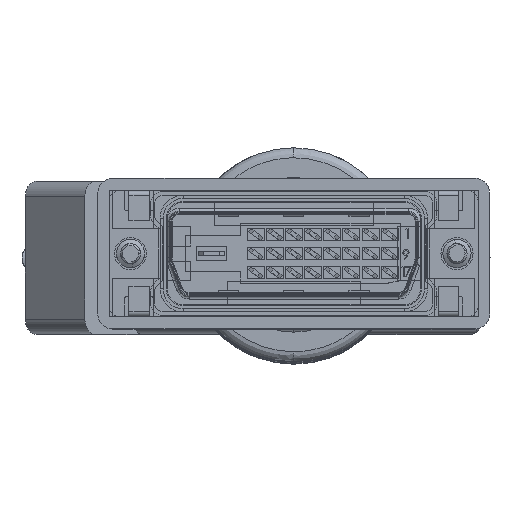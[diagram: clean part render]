
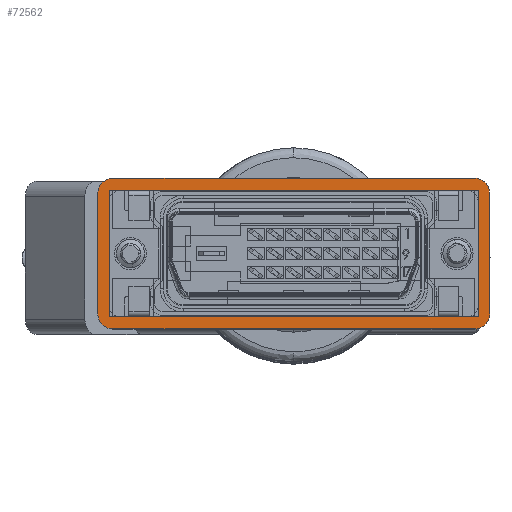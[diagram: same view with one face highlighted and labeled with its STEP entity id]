
A CAD part, top view. The second image highlights one B-rep face of the part: STEP entity #72562.
In plain terms, the highlighted face is planar.
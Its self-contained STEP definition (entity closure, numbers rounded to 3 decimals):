
#71751 = VERTEX_POINT ( 'NONE', #111624 ) ;
#71777 = EDGE_CURVE ( 'NONE', #71751, #71811, #111682, .T. ) ;
#71788 = VERTEX_POINT ( 'NONE', #111676 ) ;
#71801 = VERTEX_POINT ( 'NONE', #111700 ) ;
#71811 = VERTEX_POINT ( 'NONE', #111738 ) ;
#71856 = VERTEX_POINT ( 'NONE', #111768 ) ;
#71889 = EDGE_CURVE ( 'NONE', #71801, #71923, #111824, .T. ) ;
#71906 = EDGE_CURVE ( 'NONE', #71856, #71788, #111851, .T. ) ;
#71923 = VERTEX_POINT ( 'NONE', #111827 ) ;
#71999 = VERTEX_POINT ( 'NONE', #111865 ) ;
#72043 = VERTEX_POINT ( 'NONE', #111902 ) ;
#72077 = EDGE_CURVE ( 'NONE', #72086, #71999, #111967, .T. ) ;
#72086 = VERTEX_POINT ( 'NONE', #111951 ) ;
#72095 = EDGE_CURVE ( 'NONE', #72043, #72086, #112007, .T. ) ;
#72120 = EDGE_CURVE ( 'NONE', #71788, #72043, #112002, .T. ) ;
#72125 = EDGE_CURVE ( 'NONE', #72145, #72127, #111979, .T. ) ;
#72127 = VERTEX_POINT ( 'NONE', #111983 ) ;
#72145 = VERTEX_POINT ( 'NONE', #111991 ) ;
#72150 = EDGE_CURVE ( 'NONE', #72201, #72145, #111981, .T. ) ;
#72201 = VERTEX_POINT ( 'NONE', #111995 ) ;
#72215 = EDGE_CURVE ( 'NONE', #71999, #72201, #112029, .T. ) ;
#72253 = EDGE_CURVE ( 'NONE', #72127, #71856, #112082, .T. ) ;
#72505 = EDGE_CURVE ( 'NONE', #71923, #71751, #112335, .T. ) ;
#72560 = ORIENTED_EDGE ( 'NONE', *, *, #72253, .T. ) ;
#72562 = ADVANCED_FACE ( 'NONE', ( #112343, #112386 ), #112388, .T. ) ;
#72563 = ORIENTED_EDGE ( 'NONE', *, *, #71906, .T. ) ;
#72564 = ORIENTED_EDGE ( 'NONE', *, *, #72125, .T. ) ;
#72565 = ORIENTED_EDGE ( 'NONE', *, *, #72077, .T. ) ;
#72566 = ORIENTED_EDGE ( 'NONE', *, *, #72150, .T. ) ;
#72665 = ORIENTED_EDGE ( 'NONE', *, *, #72095, .T. ) ;
#72667 = ORIENTED_EDGE ( 'NONE', *, *, #71889, .T. ) ;
#72669 = ORIENTED_EDGE ( 'NONE', *, *, #72215, .T. ) ;
#72672 = EDGE_LOOP ( 'NONE', ( #72667, #72678, #72676, #72682 ) ) ;
#72676 = ORIENTED_EDGE ( 'NONE', *, *, #71777, .T. ) ;
#72678 = ORIENTED_EDGE ( 'NONE', *, *, #72505, .T. ) ;
#72682 = ORIENTED_EDGE ( 'NONE', *, *, #72683, .T. ) ;
#72683 = EDGE_CURVE ( 'NONE', #71811, #71801, #112502, .T. ) ;
#72687 = EDGE_LOOP ( 'NONE', ( #72564, #72560, #72563, #72690, #72665, #72565, #72669, #72566 ) ) ;
#72690 = ORIENTED_EDGE ( 'NONE', *, *, #72120, .T. ) ;
#111624 = CARTESIAN_POINT ( 'NONE',  ( 18.35, -6.3, 0. ) ) ;
#111676 = CARTESIAN_POINT ( 'NONE',  ( 18., 7.5, 0. ) ) ;
#111678 = DIRECTION ( 'NONE',  ( 0., 1., 0. ) ) ;
#111679 = VECTOR ( 'NONE', #111678, 1000. ) ;
#111681 = CARTESIAN_POINT ( 'NONE',  ( 18.35, -7.5, 0. ) ) ;
#111682 = LINE ( 'NONE', #111681, #111679 ) ;
#111700 = CARTESIAN_POINT ( 'NONE',  ( -18.35, 6.3, 0. ) ) ;
#111738 = CARTESIAN_POINT ( 'NONE',  ( 18.35, 6.3, 0. ) ) ;
#111768 = CARTESIAN_POINT ( 'NONE',  ( -18., 7.5, 0. ) ) ;
#111801 = DIRECTION ( 'NONE',  ( 0., -1., 0. ) ) ;
#111802 = VECTOR ( 'NONE', #111801, 1000. ) ;
#111813 = CARTESIAN_POINT ( 'NONE',  ( -18.35, -7.5, 0. ) ) ;
#111824 = LINE ( 'NONE', #111813, #111802 ) ;
#111827 = CARTESIAN_POINT ( 'NONE',  ( -18.35, -6.3, 0. ) ) ;
#111842 = DIRECTION ( 'NONE',  ( 1., 0., 0. ) ) ;
#111843 = VECTOR ( 'NONE', #111842, 1000. ) ;
#111848 = CARTESIAN_POINT ( 'NONE',  ( 19.5, 7.5, 0. ) ) ;
#111851 = LINE ( 'NONE', #111848, #111843 ) ;
#111865 = CARTESIAN_POINT ( 'NONE',  ( 18., -7.5, 0. ) ) ;
#111902 = CARTESIAN_POINT ( 'NONE',  ( 19.5, 6., 0. ) ) ;
#111945 = VECTOR ( 'NONE', #112003, 1000. ) ;
#111951 = CARTESIAN_POINT ( 'NONE',  ( 19.5, -6., 0. ) ) ;
#111961 = DIRECTION ( 'NONE',  ( -1., 0., 0. ) ) ;
#111962 = DIRECTION ( 'NONE',  ( 0., 0., -1. ) ) ;
#111963 = CARTESIAN_POINT ( 'NONE',  ( 18., -6., 0. ) ) ;
#111964 = AXIS2_PLACEMENT_3D ( 'NONE', #111963, #111962, #111961 ) ;
#111967 = CIRCLE ( 'NONE', #111964, 1.5 ) ;
#111978 = CARTESIAN_POINT ( 'NONE',  ( -19.5, -7.5, 0. ) ) ;
#111979 = LINE ( 'NONE', #111978, #112043 ) ;
#111981 = CIRCLE ( 'NONE', #112038, 1.5 ) ;
#111983 = CARTESIAN_POINT ( 'NONE',  ( -19.5, 6., 0. ) ) ;
#111985 = DIRECTION ( 'NONE',  ( -1., 0., 0. ) ) ;
#111986 = DIRECTION ( 'NONE',  ( 0., 0., -1. ) ) ;
#111989 = CARTESIAN_POINT ( 'NONE',  ( 18., 6., 0. ) ) ;
#111991 = CARTESIAN_POINT ( 'NONE',  ( -19.5, -6., 0. ) ) ;
#111995 = CARTESIAN_POINT ( 'NONE',  ( -18., -7.5, 0. ) ) ;
#111999 = AXIS2_PLACEMENT_3D ( 'NONE', #111989, #111986, #111985 ) ;
#112002 = CIRCLE ( 'NONE', #111999, 1.5 ) ;
#112003 = DIRECTION ( 'NONE',  ( 0., -1., 0. ) ) ;
#112006 = CARTESIAN_POINT ( 'NONE',  ( 19.5, -7.5, 0. ) ) ;
#112007 = LINE ( 'NONE', #112006, #111945 ) ;
#112026 = DIRECTION ( 'NONE',  ( -1., 0., 0. ) ) ;
#112027 = VECTOR ( 'NONE', #112026, 1000. ) ;
#112028 = CARTESIAN_POINT ( 'NONE',  ( 19.5, -7.5, 0. ) ) ;
#112029 = LINE ( 'NONE', #112028, #112027 ) ;
#112036 = DIRECTION ( 'NONE',  ( -1., 0., 0. ) ) ;
#112037 = DIRECTION ( 'NONE',  ( 0., 0., -1. ) ) ;
#112038 = AXIS2_PLACEMENT_3D ( 'NONE', #112040, #112037, #112036 ) ;
#112040 = CARTESIAN_POINT ( 'NONE',  ( -18., -6., 0. ) ) ;
#112042 = DIRECTION ( 'NONE',  ( 0., 1., 0. ) ) ;
#112043 = VECTOR ( 'NONE', #112042, 1000. ) ;
#112058 = DIRECTION ( 'NONE',  ( -1., 0., 0. ) ) ;
#112059 = DIRECTION ( 'NONE',  ( 0., 0., -1. ) ) ;
#112060 = AXIS2_PLACEMENT_3D ( 'NONE', #112070, #112059, #112058 ) ;
#112070 = CARTESIAN_POINT ( 'NONE',  ( -18., 6., 0. ) ) ;
#112082 = CIRCLE ( 'NONE', #112060, 1.5 ) ;
#112324 = DIRECTION ( 'NONE',  ( 1., 0., 0. ) ) ;
#112333 = VECTOR ( 'NONE', #112324, 1000. ) ;
#112334 = CARTESIAN_POINT ( 'NONE',  ( 19.5, -6.3, 0. ) ) ;
#112335 = LINE ( 'NONE', #112334, #112333 ) ;
#112343 = FACE_OUTER_BOUND ( 'NONE', #72687, .T. ) ;
#112367 = DIRECTION ( 'NONE',  ( -1., 0., 0. ) ) ;
#112368 = DIRECTION ( 'NONE',  ( 0., 0., -1. ) ) ;
#112369 = CARTESIAN_POINT ( 'NONE',  ( 19.5, -7.5, 0. ) ) ;
#112384 = AXIS2_PLACEMENT_3D ( 'NONE', #112369, #112368, #112367 ) ;
#112386 = FACE_BOUND ( 'NONE', #72672, .T. ) ;
#112388 = PLANE ( 'NONE',  #112384 ) ;
#112499 = DIRECTION ( 'NONE',  ( -1., 0., 0. ) ) ;
#112500 = VECTOR ( 'NONE', #112499, 1000. ) ;
#112501 = CARTESIAN_POINT ( 'NONE',  ( 7., 6.3, 0. ) ) ;
#112502 = LINE ( 'NONE', #112501, #112500 ) ;
